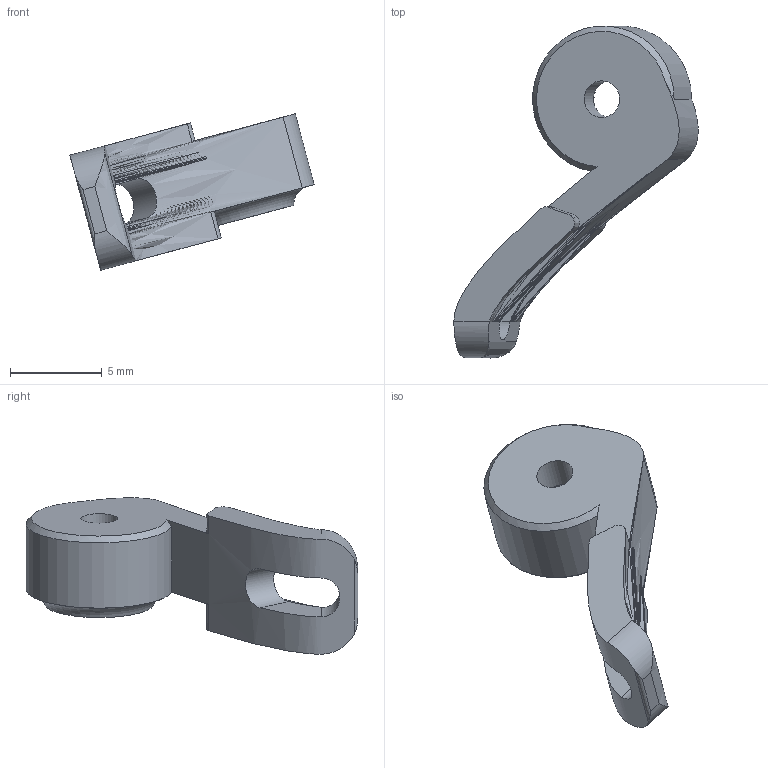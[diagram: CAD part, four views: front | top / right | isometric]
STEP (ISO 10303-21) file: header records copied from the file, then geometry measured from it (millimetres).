
FILE_DESCRIPTION(/* description */ (''),/* implementation_level */ '2;1');
FILE_NAME(/* name */ '手臂推杆-左.step',/* time_stamp */ '2022-03-15T10:54:53+08:00',/* author */ (''),/* organization */ (''),/* preprocessor_version */ 'ST-DEVELOPER v18.1',/* originating_system */ 'Autodesk Translation Framework v10.13.0.1454',/* authorisation */ '');
FILE_SCHEMA (('AUTOMOTIVE_DESIGN { 1 0 10303 214 3 1 1 }'));
Length unit declared in the file: millimetre
Products named in the file (1): 手臂推杆-左
Bounding box: 13.33 x 18.12 x 8.54 mm (x, y, z)
Volume: 264 mm3; surface area: 466.6 mm2
Topology: 1 solids, 1 shells, 135 faces, 395 edges, 264 vertices
Faces by surface type: plane 80, cylinder 44, bspline 9, cone 1, torus 1
Full cylindrical faces by diameter (mm): 2 x1
Entity records: 5072 total; most frequent: CARTESIAN_POINT 1476, ORIENTED_EDGE 790, DIRECTION 684, EDGE_CURVE 395, LINE 266, VECTOR 266, VERTEX_POINT 264, AXIS2_PLACEMENT_3D 209
